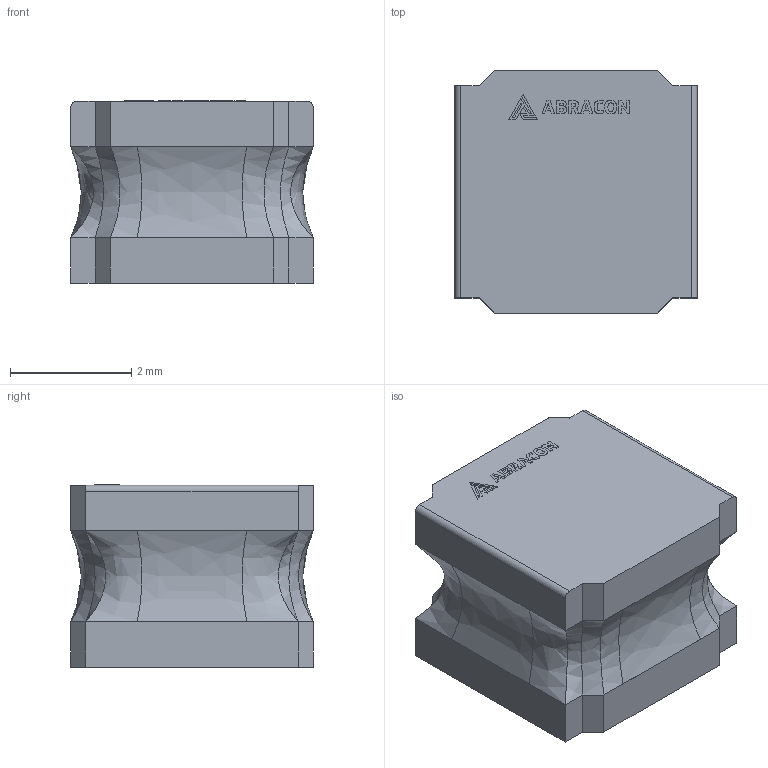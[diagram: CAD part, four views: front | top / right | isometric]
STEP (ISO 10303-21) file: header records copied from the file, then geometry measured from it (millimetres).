
FILE_DESCRIPTION(('FreeCAD Model'),'2;1');
FILE_NAME('Abracon ASPI-4030S-5R6M-T_.step','2020-12-13T13:36:06',('Author'),(''), 'Open CASCADE STEP processor 7.2','FreeCAD','Unknown');
FILE_SCHEMA(('AUTOMOTIVE_DESIGN { 1 0 10303 214 1 1 1 1 }'));
Length unit declared in the file: millimetre
Products named in the file (6): logo001; shape004; shape003; shape002; shape001; shape
Bounding box: 4 x 4 x 3.01 mm (x, y, z)
Volume: 43.4 mm3; surface area: 151.3 mm2
Topology: 13 solids, 13 shells, 291 faces, 781 edges, 512 vertices
Faces by surface type: bspline 247, plane 42, cylinder 2
Entity records: 9842 total; most frequent: CARTESIAN_POINT 4429, ORIENTED_EDGE 1570, EDGE_CURVE 785, B_SPLINE_CURVE_WITH_KNOTS 683, VERTEX_POINT 520, FACE_BOUND 307, EDGE_LOOP 307, ADVANCED_FACE 291
